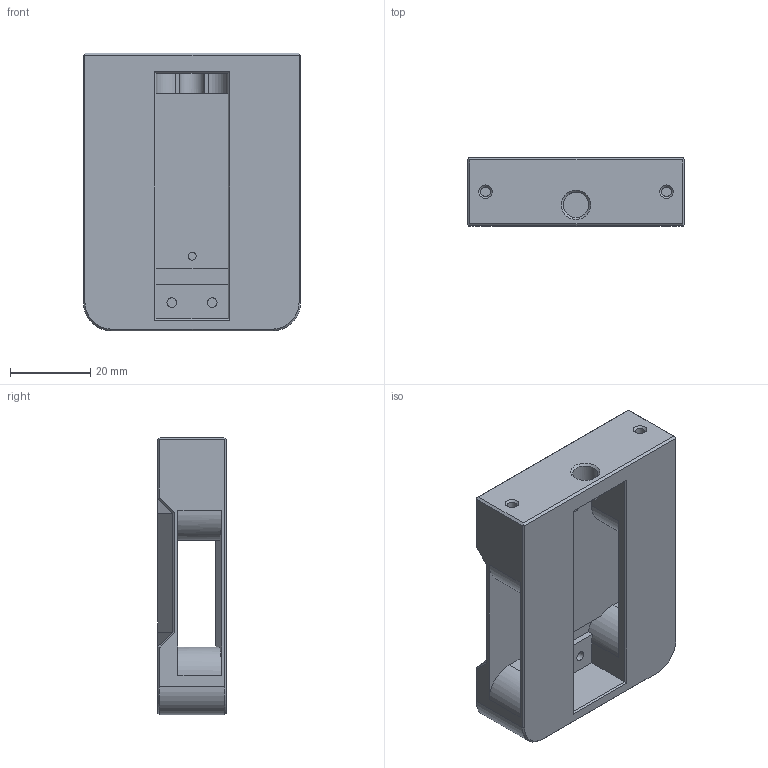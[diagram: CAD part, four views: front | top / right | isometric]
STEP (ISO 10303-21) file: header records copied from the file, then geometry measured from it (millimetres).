
FILE_DESCRIPTION(/* description */ (''),/* implementation_level */ '2;1');
FILE_NAME(/* name */ 'Sensor Mount Short.step',/* time_stamp */ '2022-01-25T17:39:52+01:00',/* author */ (''),/* organization */ (''),/* preprocessor_version */ 'ST-DEVELOPER v18.1',/* originating_system */ 'Autodesk Translation Framework v10.13.0.1454',/* authorisation */ '');
FILE_SCHEMA (('AUTOMOTIVE_DESIGN { 1 0 10303 214 3 1 1 }'));
Length unit declared in the file: millimetre
Products named in the file (1): Sensor Mount Short
Bounding box: 54 x 17 x 69 mm (x, y, z)
Volume: 35197.8 mm3; surface area: 15722.9 mm2
Topology: 1 solids, 1 shells, 104 faces, 266 edges, 169 vertices
Faces by surface type: plane 74, cylinder 23, cone 7
Full cylindrical faces by diameter (mm): 2 x1, 2.4 x8, 3 x1, 6.3 x1
Entity records: 3221 total; most frequent: CARTESIAN_POINT 600, ORIENTED_EDGE 532, DIRECTION 531, EDGE_CURVE 266, LINE 203, VECTOR 203, VERTEX_POINT 169, AXIS2_PLACEMENT_3D 164
